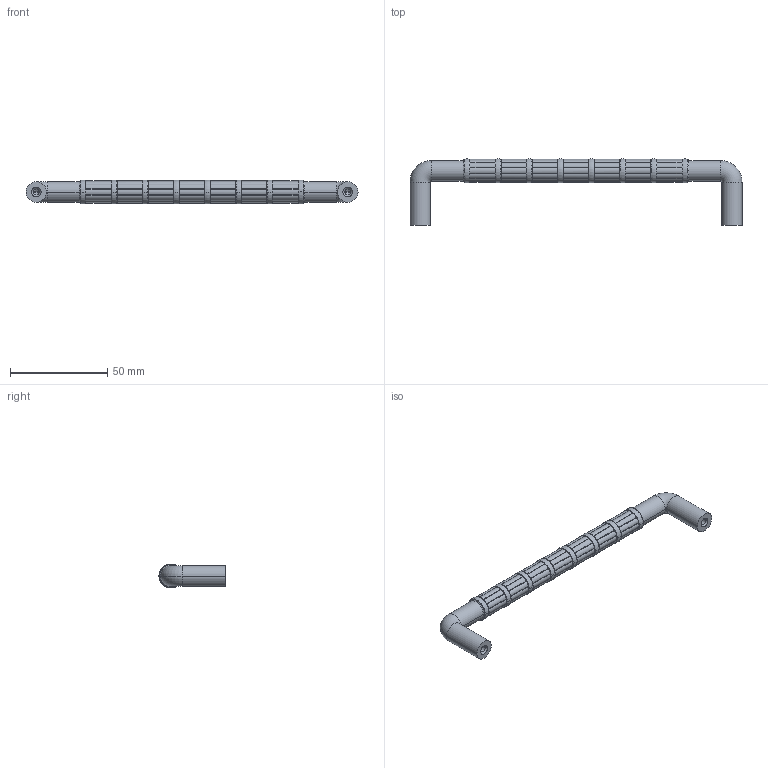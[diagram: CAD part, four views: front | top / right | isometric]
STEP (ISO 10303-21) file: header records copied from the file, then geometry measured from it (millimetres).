
FILE_DESCRIPTION(('Creo Elements/Direct Modeling STEP Export'),'2;1');
FILE_NAME('2608-170.stp','2023-03-31T10:41:46',(''),(''),'Creo Elements/Direct Modeling STEP processor for AP214 (Solid Model)','Creo Elements/Direct Modeling 20.0 12-Nov-2016 (C) Parametric Technology GmbH','');
FILE_SCHEMA(('AUTOMOTIVE_DESIGN { 1 0 10303 214 1 1 1 1 }'));
Length unit declared in the file: millimetre
Products named in the file (1): ZN-12001
Bounding box: 170.5 x 34.05 x 12.21 mm (x, y, z)
Volume: 20520.4 mm3; surface area: 8051.7 mm2
Topology: 1 solids, 1 shells, 2068 faces, 4949 edges, 2695 vertices
Faces by surface type: torus 808, bspline 480, cylinder 352, sphere 246, plane 174, cone 8
Entity records: 66290 total; most frequent: CARTESIAN_POINT 21696, DIRECTION 10056, ORIENTED_EDGE 9510, AXIS2_PLACEMENT_3D 4848, EDGE_CURVE 4755, CIRCLE 3257, VERTEX_POINT 2695, EDGE_LOOP 2074
